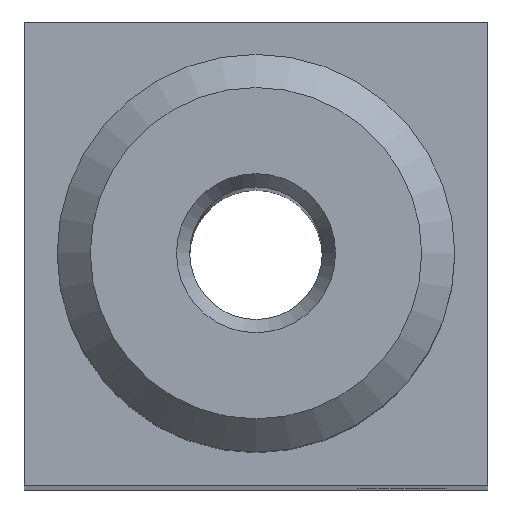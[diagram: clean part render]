
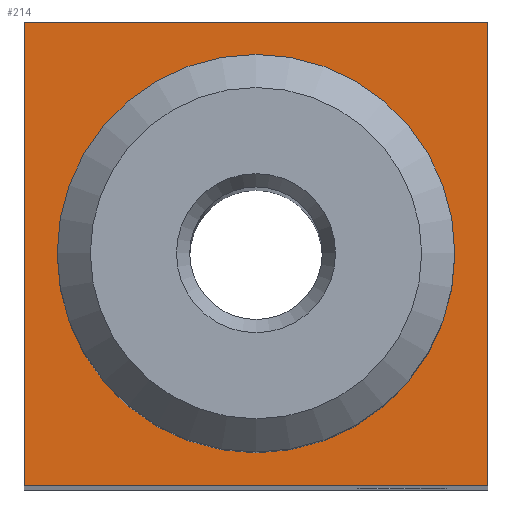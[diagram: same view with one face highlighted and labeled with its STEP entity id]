
A CAD part, top view. The second image highlights one B-rep face of the part: STEP entity #214.
In plain terms, the highlighted planar face has unit normal (0, 0, 1).
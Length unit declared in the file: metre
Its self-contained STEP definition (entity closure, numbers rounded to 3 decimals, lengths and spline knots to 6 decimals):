
#23=LINE('',#345,#35);
#27=LINE('',#353,#39);
#30=LINE('',#359,#42);
#32=LINE('',#362,#44);
#35=VECTOR('',#276,1.);
#39=VECTOR('',#282,1.);
#42=VECTOR('',#287,1.);
#44=VECTOR('',#291,1.);
#62=ORIENTED_EDGE('',*,*,#104,.F.);
#63=ORIENTED_EDGE('',*,*,#94,.F.);
#64=ORIENTED_EDGE('',*,*,#98,.T.);
#65=ORIENTED_EDGE('',*,*,#101,.T.);
#66=ORIENTED_EDGE('',*,*,#103,.F.);
#94=EDGE_CURVE('',#117,#118,#23,.T.);
#98=EDGE_CURVE('',#117,#120,#27,.T.);
#101=EDGE_CURVE('',#120,#122,#30,.T.);
#103=EDGE_CURVE('',#118,#122,#32,.T.);
#104=EDGE_CURVE('',#123,#123,#135,.T.);
#117=VERTEX_POINT('',#344);
#118=VERTEX_POINT('',#346);
#120=VERTEX_POINT('',#352);
#122=VERTEX_POINT('',#358);
#123=VERTEX_POINT('',#365);
#135=CIRCLE('',#247,0.003);
#150=EDGE_LOOP('',(#62));
#151=EDGE_LOOP('',(#63,#64,#65,#66));
#178=FACE_BOUND('',#150,.T.);
#179=FACE_BOUND('',#151,.T.);
#206=PLANE('',#246);
#214=ADVANCED_FACE('',(#178,#179),#206,.T.);
#246=AXIS2_PLACEMENT_3D('',#363,#292,#293);
#247=AXIS2_PLACEMENT_3D('',#364,#294,#295);
#276=DIRECTION('',(-1.,0.,0.));
#282=DIRECTION('',(0.,1.,0.));
#287=DIRECTION('',(-1.,0.,0.));
#291=DIRECTION('',(0.,1.,0.));
#292=DIRECTION('',(0.,0.,1.));
#293=DIRECTION('',(1.,0.,0.));
#294=DIRECTION('',(0.,0.,1.));
#295=DIRECTION('',(1.,0.,0.));
#344=CARTESIAN_POINT('',(0.0035,-0.0035,0.035));
#345=CARTESIAN_POINT('',(0.,-0.0035,0.035));
#346=CARTESIAN_POINT('',(-0.0035,-0.0035,0.035));
#352=CARTESIAN_POINT('',(0.0035,0.0035,0.035));
#353=CARTESIAN_POINT('',(0.0035,0.,0.035));
#358=CARTESIAN_POINT('',(-0.0035,0.0035,0.035));
#359=CARTESIAN_POINT('',(0.,0.0035,0.035));
#362=CARTESIAN_POINT('',(-0.0035,0.,0.035));
#363=CARTESIAN_POINT('',(0.,0.,0.035));
#364=CARTESIAN_POINT('',(0.,0.,0.035));
#365=CARTESIAN_POINT('',(0.003,0.,0.035));
